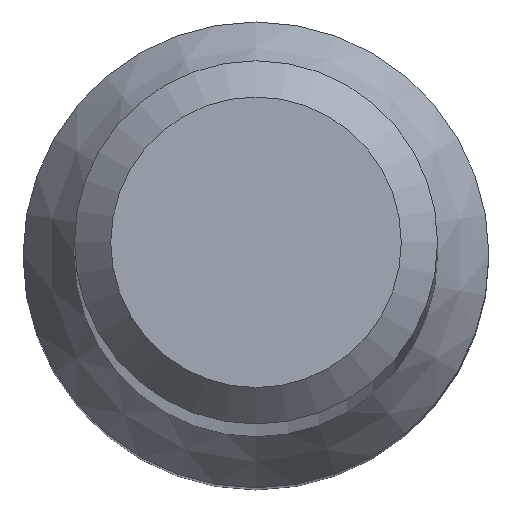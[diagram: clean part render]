
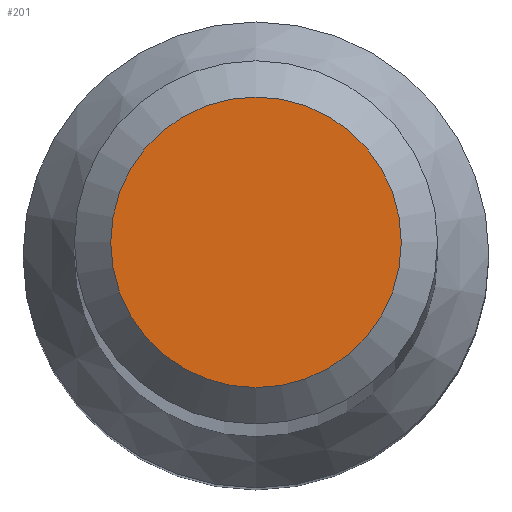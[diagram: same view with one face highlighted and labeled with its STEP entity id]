
A CAD part, top view. The second image highlights one B-rep face of the part: STEP entity #201.
In plain terms, the highlighted planar face has unit normal (0, 0, 1).
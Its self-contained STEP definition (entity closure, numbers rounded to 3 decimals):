
#28 = CARTESIAN_POINT ( 'NONE',  ( 0., 0., 70. ) ) ;
#57 = EDGE_LOOP ( 'NONE', ( #134 ) ) ;
#64 = DIRECTION ( 'NONE',  ( 0., 0., 1. ) ) ;
#83 = CIRCLE ( 'NONE', #177, 1.2 ) ;
#104 = DIRECTION ( 'NONE',  ( 0., -1., 0. ) ) ;
#123 = FACE_OUTER_BOUND ( 'NONE', #57, .T. ) ;
#125 = PLANE ( 'NONE',  #148 ) ;
#127 = DIRECTION ( 'NONE',  ( 0., 1., 0. ) ) ;
#134 = ORIENTED_EDGE ( 'NONE', *, *, #233, .F. ) ;
#148 = AXIS2_PLACEMENT_3D ( 'NONE', #204, #64, #104 ) ;
#177 = AXIS2_PLACEMENT_3D ( 'NONE', #28, #200, #127 ) ;
#200 = DIRECTION ( 'NONE',  ( 0., 0., -1. ) ) ;
#201 = ADVANCED_FACE ( 'NONE', ( #123 ), #125, .T. ) ;
#204 = CARTESIAN_POINT ( 'NONE',  ( 0., 0., 70. ) ) ;
#220 = VERTEX_POINT ( 'NONE', #239 ) ;
#233 = EDGE_CURVE ( 'NONE', #220, #220, #83, .T. ) ;
#239 = CARTESIAN_POINT ( 'NONE',  ( 0., 1.2, 70. ) ) ;
